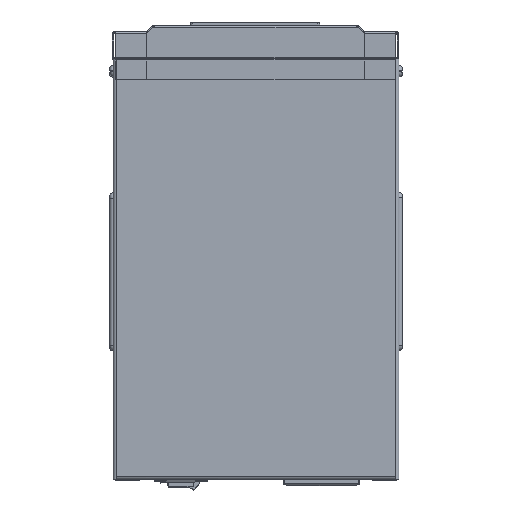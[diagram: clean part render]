
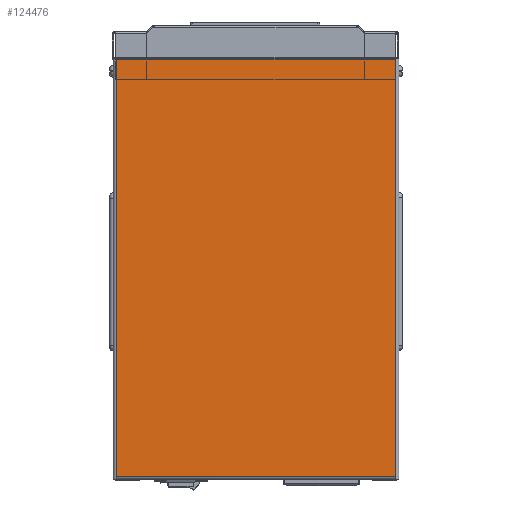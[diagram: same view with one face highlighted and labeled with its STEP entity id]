
A CAD part, top view. The second image highlights one B-rep face of the part: STEP entity #124476.
In plain terms, the highlighted face is planar.
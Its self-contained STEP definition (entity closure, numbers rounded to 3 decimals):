
#6921 = EDGE_LOOP ( 'NONE', ( #72150, #125833, #37867, #61933 ) ) ;
#6996 = LINE ( 'NONE', #29626, #100005 ) ;
#7031 = CARTESIAN_POINT ( 'NONE',  ( 0., 0., 1.8 ) ) ;
#7416 = VECTOR ( 'NONE', #81547, 1000. ) ;
#7899 = CARTESIAN_POINT ( 'NONE',  ( 0., 0., 0. ) ) ;
#9553 = DIRECTION ( 'NONE',  ( -1., 0., 0. ) ) ;
#12222 = VERTEX_POINT ( 'NONE', #118629 ) ;
#15082 = FACE_OUTER_BOUND ( 'NONE', #6921, .T. ) ;
#18498 = CARTESIAN_POINT ( 'NONE',  ( 0., 0., 161.2 ) ) ;
#26870 = CARTESIAN_POINT ( 'NONE',  ( 238.2, 0., 161.2 ) ) ;
#29626 = CARTESIAN_POINT ( 'NONE',  ( 240., 0., 1.8 ) ) ;
#30491 = DIRECTION ( 'NONE',  ( 1., 0., 0. ) ) ;
#37867 = ORIENTED_EDGE ( 'NONE', *, *, #68643, .T. ) ;
#40199 = CARTESIAN_POINT ( 'NONE',  ( 0., 0., 161.2 ) ) ;
#42637 = CARTESIAN_POINT ( 'NONE',  ( 238.2, 0., 161.2 ) ) ;
#55906 = PLANE ( 'NONE',  #117416 ) ;
#59997 = EDGE_CURVE ( 'NONE', #69126, #62443, #119394, .T. ) ;
#61933 = ORIENTED_EDGE ( 'NONE', *, *, #83455, .T. ) ;
#62443 = VERTEX_POINT ( 'NONE', #26870 ) ;
#68643 = EDGE_CURVE ( 'NONE', #12222, #119768, #6996, .T. ) ;
#69126 = VERTEX_POINT ( 'NONE', #18498 ) ;
#72150 = ORIENTED_EDGE ( 'NONE', *, *, #59997, .T. ) ;
#73932 = DIRECTION ( 'NONE',  ( 0., 0., 1. ) ) ;
#81547 = DIRECTION ( 'NONE',  ( 0., 0., -1. ) ) ;
#83069 = VECTOR ( 'NONE', #30491, 1000. ) ;
#83455 = EDGE_CURVE ( 'NONE', #119768, #69126, #114175, .T. ) ;
#92771 = CARTESIAN_POINT ( 'NONE',  ( 0., 0., 0. ) ) ;
#100005 = VECTOR ( 'NONE', #9553, 1000. ) ;
#104551 = DIRECTION ( 'NONE',  ( 0., 0., 1. ) ) ;
#104886 = EDGE_CURVE ( 'NONE', #62443, #12222, #121796, .T. ) ;
#114175 = LINE ( 'NONE', #92771, #123094 ) ;
#117416 = AXIS2_PLACEMENT_3D ( 'NONE', #7899, #126555, #104551 ) ;
#118629 = CARTESIAN_POINT ( 'NONE',  ( 238.2, 0., 1.8 ) ) ;
#119394 = LINE ( 'NONE', #40199, #83069 ) ;
#119768 = VERTEX_POINT ( 'NONE', #7031 ) ;
#121796 = LINE ( 'NONE', #42637, #7416 ) ;
#123094 = VECTOR ( 'NONE', #73932, 1000. ) ;
#124476 = ADVANCED_FACE ( 'NONE', ( #15082 ), #55906, .T. ) ;
#125833 = ORIENTED_EDGE ( 'NONE', *, *, #104886, .T. ) ;
#126555 = DIRECTION ( 'NONE',  ( 0., 1., 0. ) ) ;
